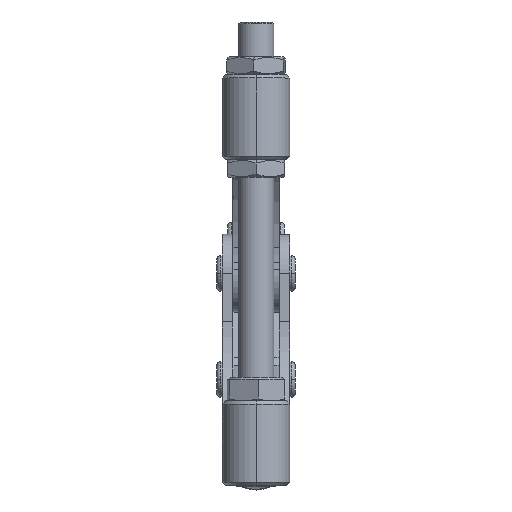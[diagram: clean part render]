
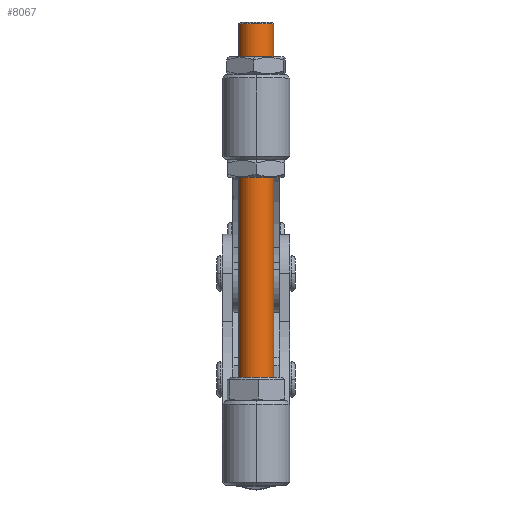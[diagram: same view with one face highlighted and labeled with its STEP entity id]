
A CAD part, top view. The second image highlights one B-rep face of the part: STEP entity #8067.
In plain terms, the highlighted cylindrical face has radius 5 mm (diameter 10 mm), a partial arc.
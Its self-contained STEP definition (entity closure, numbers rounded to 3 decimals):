
#8067 = ADVANCED_FACE ( 'NONE', ( #112741 ), #112728, .T. ) ;
#37985 = ORIENTED_EDGE ( 'NONE', *, *, #49726, .T. ) ;
#38009 = ORIENTED_EDGE ( 'NONE', *, *, #49724, .T. ) ;
#47703 = EDGE_LOOP ( 'NONE', ( #38009, #37985, #79052, #57876 ) ) ;
#49724 = EDGE_CURVE ( 'NONE', #53533, #53565, #112838, .T. ) ;
#49726 = EDGE_CURVE ( 'NONE', #53565, #53542, #112849, .T. ) ;
#49727 = EDGE_CURVE ( 'NONE', #53542, #53290, #112854, .T. ) ;
#49728 = EDGE_CURVE ( 'NONE', #53533, #53290, #112858, .T. ) ;
#53290 = VERTEX_POINT ( 'NONE', #114790 ) ;
#53533 = VERTEX_POINT ( 'NONE', #121156 ) ;
#53542 = VERTEX_POINT ( 'NONE', #121165 ) ;
#53565 = VERTEX_POINT ( 'NONE', #121188 ) ;
#57876 = ORIENTED_EDGE ( 'NONE', *, *, #49728, .F. ) ;
#75357 = AXIS2_PLACEMENT_3D ( 'NONE', #116889, #116887, #116885 ) ;
#75391 = AXIS2_PLACEMENT_3D ( 'NONE', #76389, #76390, #76391 ) ;
#75392 = AXIS2_PLACEMENT_3D ( 'NONE', #76394, #76395, #76396 ) ;
#76382 = DIRECTION ( 'NONE',  ( -1., 0., 0. ) ) ;
#76387 = CARTESIAN_POINT ( 'NONE',  ( 106.58, 0., -5. ) ) ;
#76389 = CARTESIAN_POINT ( 'NONE',  ( 106.08, 0., 0. ) ) ;
#76390 = DIRECTION ( 'NONE',  ( -1., 0., 0. ) ) ;
#76391 = DIRECTION ( 'NONE',  ( 0., 0., -1. ) ) ;
#76392 = CARTESIAN_POINT ( 'NONE',  ( 106.58, 0., 5. ) ) ;
#76393 = DIRECTION ( 'NONE',  ( -1., 0., 0. ) ) ;
#76394 = CARTESIAN_POINT ( 'NONE',  ( 6.58, 0., 0. ) ) ;
#76395 = DIRECTION ( 'NONE',  ( 1., 0., 0. ) ) ;
#76396 = DIRECTION ( 'NONE',  ( 0., 0., 1. ) ) ;
#79052 = ORIENTED_EDGE ( 'NONE', *, *, #49727, .T. ) ;
#112728 = CYLINDRICAL_SURFACE ( 'NONE', #75357, 5. ) ;
#112741 = FACE_OUTER_BOUND ( 'NONE', #47703, .T. ) ;
#112838 = CIRCLE ( 'NONE', #75391, 5. ) ;
#112849 = LINE ( 'NONE', #76387, #112856 ) ;
#112854 = CIRCLE ( 'NONE', #75392, 5. ) ;
#112856 = VECTOR ( 'NONE', #76393, 1000. ) ;
#112858 = LINE ( 'NONE', #76392, #112863 ) ;
#112863 = VECTOR ( 'NONE', #76382, 1000. ) ;
#114790 = CARTESIAN_POINT ( 'NONE',  ( 6.58, 0., 5. ) ) ;
#116885 = DIRECTION ( 'NONE',  ( 0., 0., 1. ) ) ;
#116887 = DIRECTION ( 'NONE',  ( -1., 0., 0. ) ) ;
#116889 = CARTESIAN_POINT ( 'NONE',  ( 106.58, 0., 0. ) ) ;
#121156 = CARTESIAN_POINT ( 'NONE',  ( 106.08, 0., 5. ) ) ;
#121165 = CARTESIAN_POINT ( 'NONE',  ( 6.58, 0., -5. ) ) ;
#121188 = CARTESIAN_POINT ( 'NONE',  ( 106.08, 0., -5. ) ) ;
